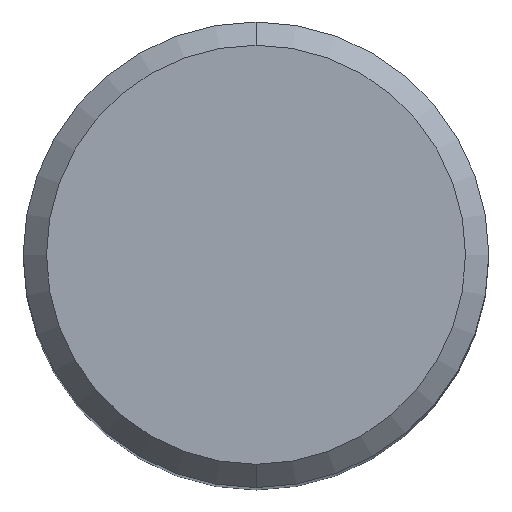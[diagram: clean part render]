
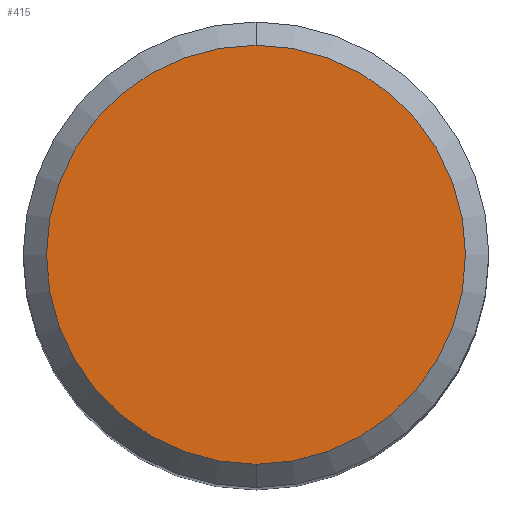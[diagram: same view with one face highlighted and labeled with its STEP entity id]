
A CAD part, top view. The second image highlights one B-rep face of the part: STEP entity #415.
In plain terms, the highlighted planar face has unit normal (0, 0, 1).
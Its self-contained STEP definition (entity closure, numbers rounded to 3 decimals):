
#201=VERTEX_POINT('',#511);
#295=EDGE_CURVE('',#369,#201,#615,.T.);
#369=VERTEX_POINT('',#694);
#415=ADVANCED_FACE('',(#743),#744,.T.);
#461=EDGE_CURVE('',#201,#369,#797,.T.);
#511=CARTESIAN_POINT('',(0.,-7.2,0.0));
#615=CIRCLE('',#1108,7.2);
#694=CARTESIAN_POINT('',(0.0,7.2,0.0));
#743=FACE_OUTER_BOUND('',#1395,.T.);
#744=PLANE('',#1396);
#797=CIRCLE('',#1504,7.2);
#1108=AXIS2_PLACEMENT_3D('',#1661,#1662,#1663);
#1395=EDGE_LOOP('',(#1777,#1778));
#1396=AXIS2_PLACEMENT_3D('',#1779,#1780,#1781);
#1504=AXIS2_PLACEMENT_3D('',#1859,#1860,#1861);
#1661=CARTESIAN_POINT('',(0.0,0.0,0.0));
#1662=DIRECTION('',(0.0,0.0,-1.0));
#1663=DIRECTION('',(0.0,1.0,0.0));
#1777=ORIENTED_EDGE('',*,*,#295,.F.);
#1778=ORIENTED_EDGE('',*,*,#461,.F.);
#1779=CARTESIAN_POINT('',(0.0,3.6,0.0));
#1780=DIRECTION('',(-0.0,0.0,1.0));
#1781=DIRECTION('',(0.0,-1.0,0.0));
#1859=CARTESIAN_POINT('',(0.0,0.0,0.0));
#1860=DIRECTION('',(0.0,0.0,-1.0));
#1861=DIRECTION('',(0.0,1.0,0.0));
